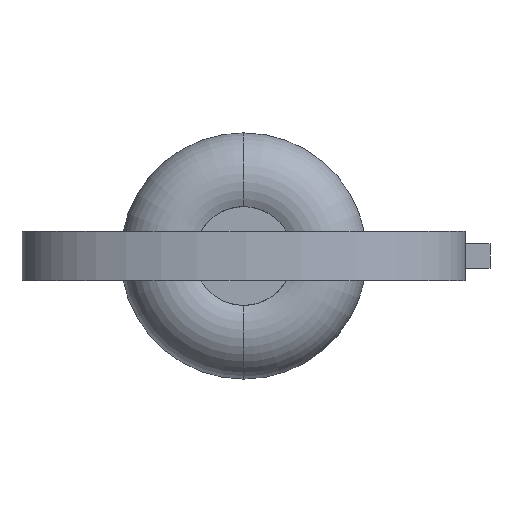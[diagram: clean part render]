
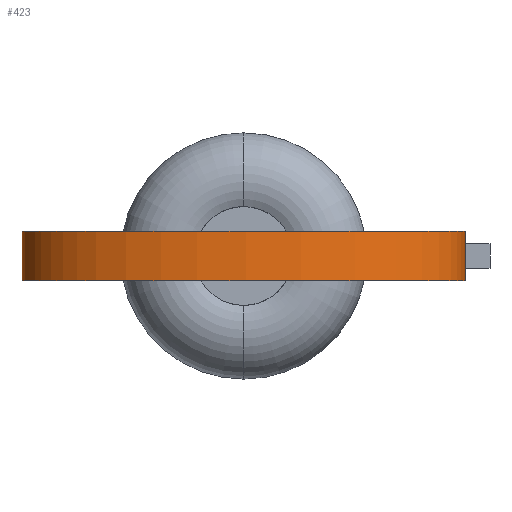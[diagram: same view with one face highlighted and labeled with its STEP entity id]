
A CAD part, left-side view. The second image highlights one B-rep face of the part: STEP entity #423.
In plain terms, the highlighted free-form (B-spline) face has degree [1, 2] with [2, 9] control points.
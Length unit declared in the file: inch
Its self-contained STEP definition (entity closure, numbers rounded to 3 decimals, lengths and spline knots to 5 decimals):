
#286=CARTESIAN_POINT('',(0.,-0.9,0.1));
#287=VERTEX_POINT('',#286);
#288=CARTESIAN_POINT('',(0.,0.9,0.1));
#289=VERTEX_POINT('',#288);
#307=CARTESIAN_POINT('',(0.,0.9,0.1));
#308=CARTESIAN_POINT('',(-0.04658,0.9,0.1));
#309=CARTESIAN_POINT('',(-0.13973,0.87506,0.1));
#310=CARTESIAN_POINT('',(-0.25106,0.78674,0.1));
#311=CARTESIAN_POINT('',(-0.33651,0.67458,0.1));
#312=CARTESIAN_POINT('',(-0.42079,0.50697,0.1));
#313=CARTESIAN_POINT('',(-0.48452,0.28053,0.1));
#314=CARTESIAN_POINT('',(-0.50775,0.00002,0.1));
#315=CARTESIAN_POINT('',(-0.48447,-0.28063,0.1));
#316=CARTESIAN_POINT('',(-0.40825,-0.55192,0.1));
#317=CARTESIAN_POINT('',(-0.28821,-0.75713,0.1));
#318=CARTESIAN_POINT('',(-0.13981,-0.8751,0.1));
#319=CARTESIAN_POINT('',(-0.04636,-0.9,0.1));
#320=CARTESIAN_POINT('',(0.,-0.9,0.1));
#321=B_SPLINE_CURVE_WITH_KNOTS('',3,(#307,#308,#309,#310,#311,#312,#313,#314,#315,#316,#317,#318,#319,#320),.UNSPECIFIED.,.F.,.U.,(4,1,1,1,1,1,1,1,1,1,1,4),(0.5,0.53125,0.5625,0.59375,0.625,0.6875,0.75,0.8125,0.875,0.9375,0.96875,1.0),.UNSPECIFIED.);
#322=EDGE_CURVE('',#289,#287,#321,.T.);
#336=CARTESIAN_POINT('',(0.,-0.9,-0.1));
#337=VERTEX_POINT('',#336);
#338=CARTESIAN_POINT('',(0.,0.9,-0.1));
#339=VERTEX_POINT('',#338);
#357=CARTESIAN_POINT('',(0.,0.9,-0.1));
#358=CARTESIAN_POINT('',(-0.04658,0.9,-0.1));
#359=CARTESIAN_POINT('',(-0.13973,0.87506,-0.1));
#360=CARTESIAN_POINT('',(-0.25106,0.78674,-0.1));
#361=CARTESIAN_POINT('',(-0.33651,0.67458,-0.1));
#362=CARTESIAN_POINT('',(-0.42079,0.50697,-0.1));
#363=CARTESIAN_POINT('',(-0.48452,0.28053,-0.1));
#364=CARTESIAN_POINT('',(-0.50775,0.00002,-0.1));
#365=CARTESIAN_POINT('',(-0.48447,-0.28063,-0.1));
#366=CARTESIAN_POINT('',(-0.40825,-0.55192,-0.1));
#367=CARTESIAN_POINT('',(-0.28821,-0.75713,-0.1));
#368=CARTESIAN_POINT('',(-0.13981,-0.8751,-0.1));
#369=CARTESIAN_POINT('',(-0.04636,-0.9,-0.1));
#370=CARTESIAN_POINT('',(0.,-0.9,-0.1));
#371=B_SPLINE_CURVE_WITH_KNOTS('',3,(#357,#358,#359,#360,#361,#362,#363,#364,#365,#366,#367,#368,#369,#370),.UNSPECIFIED.,.F.,.U.,(4,1,1,1,1,1,1,1,1,1,1,4),(0.5,0.53125,0.5625,0.59375,0.625,0.6875,0.75,0.8125,0.875,0.9375,0.96875,1.0),.UNSPECIFIED.);
#372=EDGE_CURVE('',#339,#337,#371,.T.);
#381=CARTESIAN_POINT('',(0.,0.9,0.1));
#382=CARTESIAN_POINT('',(0.,0.9,-0.1));
#383=CARTESIAN_POINT('',(-0.5,0.9,0.1));
#384=CARTESIAN_POINT('',(-0.5,0.9,-0.1));
#385=CARTESIAN_POINT('',(-0.5,0.,0.1));
#386=CARTESIAN_POINT('',(-0.5,0.,-0.1));
#387=CARTESIAN_POINT('',(-0.5,-0.9,0.1));
#388=CARTESIAN_POINT('',(-0.5,-0.9,-0.1));
#389=CARTESIAN_POINT('',(0.,-0.9,0.1));
#390=CARTESIAN_POINT('',(0.,-0.9,-0.1));
#391=CARTESIAN_POINT('',(0.5,-0.9,0.1));
#392=CARTESIAN_POINT('',(0.5,-0.9,-0.1));
#393=CARTESIAN_POINT('',(0.5,0.,0.1));
#394=CARTESIAN_POINT('',(0.5,0.,-0.1));
#395=CARTESIAN_POINT('',(0.5,0.9,0.1));
#396=CARTESIAN_POINT('',(0.5,0.9,-0.1));
#397=CARTESIAN_POINT('',(0.,0.9,0.1));
#398=CARTESIAN_POINT('',(0.,0.9,-0.1));
#406=(BOUNDED_SURFACE()B_SPLINE_SURFACE(1,2,((#381,#383,#385,#387,#389,#391,#393,#395,#397),(#382,#384,#386,#388,#390,#392,#394,#396,#398)),.UNSPECIFIED.,.F.,.T.,.U.)B_SPLINE_SURFACE_WITH_KNOTS((2,2),(3,2,2,2,3),(0.0,1.0),(0.0,0.25,0.5,0.75,1.0),.UNSPECIFIED.)GEOMETRIC_REPRESENTATION_ITEM()RATIONAL_B_SPLINE_SURFACE(((1.0,0.707,1.0,0.707,1.0,0.707,1.0,0.707,1.0),(1.0,0.707,1.0,0.707,1.0,0.707,1.0,0.707,1.0)))REPRESENTATION_ITEM('')SURFACE());
#407=CARTESIAN_POINT('',(0.,-0.9,-0.1));
#408=DIRECTION('',(0.0,0.0,1.0));
#409=VECTOR('',#408,0.2);
#410=LINE('',#407,#409);
#411=EDGE_CURVE('',#337,#287,#410,.T.);
#412=ORIENTED_EDGE('',*,*,#411,.T.);
#413=ORIENTED_EDGE('',*,*,#322,.F.);
#414=CARTESIAN_POINT('',(0.,0.9,0.1));
#415=DIRECTION('',(0.0,0.0,-1.0));
#416=VECTOR('',#415,0.2);
#417=LINE('',#414,#416);
#418=EDGE_CURVE('',#289,#339,#417,.T.);
#419=ORIENTED_EDGE('',*,*,#418,.T.);
#420=ORIENTED_EDGE('',*,*,#372,.T.);
#421=EDGE_LOOP('',(#412,#413,#419,#420));
#422=FACE_OUTER_BOUND('',#421,.T.);
#423=ADVANCED_FACE('',(#422),#406,.T.);
